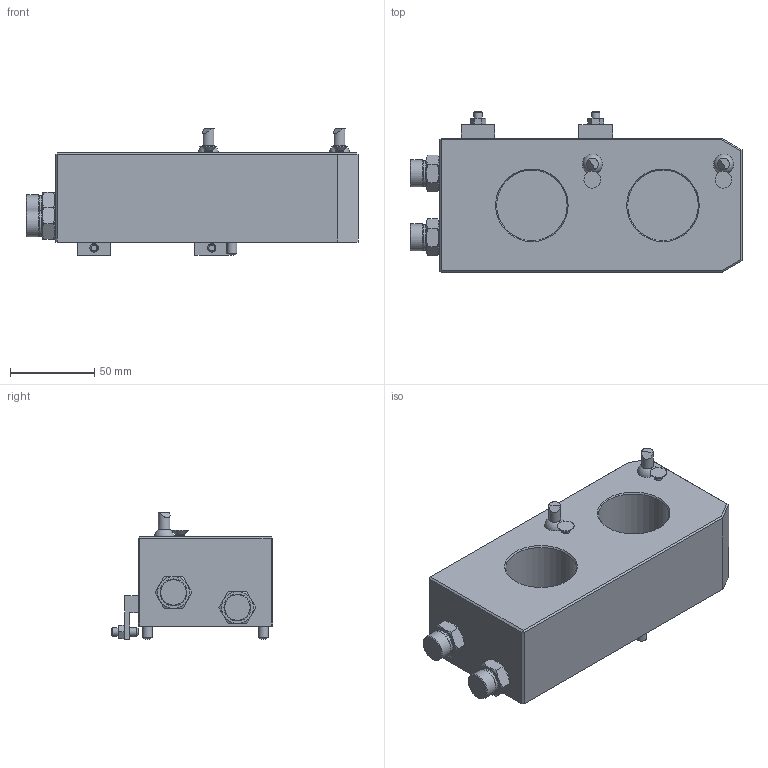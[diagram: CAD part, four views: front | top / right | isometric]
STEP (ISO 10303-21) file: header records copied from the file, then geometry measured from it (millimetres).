
FILE_DESCRIPTION(/* description */ (''),/* implementation_level */ '2;1');
FILE_NAME(/* name */ '10110780_lehrer.stp',/* time_stamp */ '2018-09-18T14:05:35+02:00',/* author */ (''),/* organization */ (''),/* preprocessor_version */ 'ST-DEVELOPER v15',/* originating_system */ 'SIEMENS PLM Software NX 9.0',/* authorisation */ '');
FILE_SCHEMA (('AUTOMOTIVE_DESIGN { 1 0 10303 214 3 1 1 1 }'));
Length unit declared in the file: millimetre
Products named in the file (1): 10011065281_00
Bounding box: 197.5 x 96 x 75.5 mm (x, y, z)
Volume: 636530.5 mm3; surface area: 74557.3 mm2
Topology: 1 solids, 1 shells, 162 faces, 360 edges, 218 vertices
Faces by surface type: plane 74, cone 60, cylinder 20, sphere 4, torus 4
Full cylindrical faces by diameter (mm): 5 x6, 6 x2, 7 x2, 10 x2, 15.2 x2, 16 x2, 19 x2, 42 x2
Entity records: 4120 total; most frequent: CARTESIAN_POINT 945, DIRECTION 630, ORIENTED_EDGE 596, EDGE_CURVE 298, AXIS2_PLACEMENT_3D 265, EDGE_LOOP 220, VERTEX_POINT 196, ADVANCED_FACE 162
